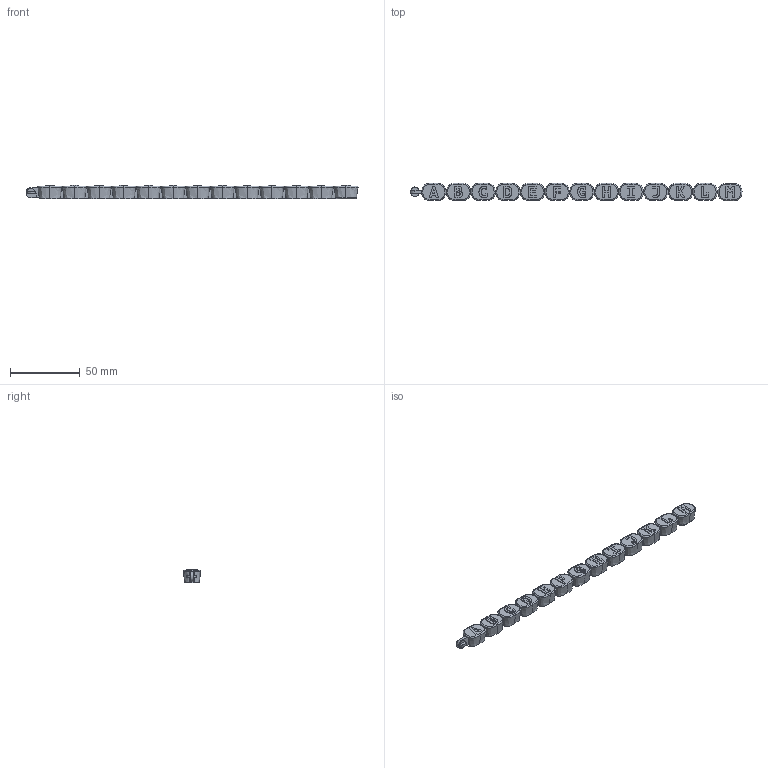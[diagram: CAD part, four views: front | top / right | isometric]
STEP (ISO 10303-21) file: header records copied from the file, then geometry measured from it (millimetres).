
FILE_DESCRIPTION(/* description */ (''),/* implementation_level */ '2;1');
FILE_NAME(/* name */ 'round-bead_A-M_V7',/* time_stamp */ '2025-01-31T13:41:23-05:00',/* author */ (''),/* organization */ (''),/* preprocessor_version */ 'ST-DEVELOPER v19.2',/* originating_system */ 'Rhino 8.15',/* authorisation */ '');
FILE_SCHEMA (('CONFIG_CONTROL_DESIGN'));
Length unit declared in the file: millimetre
Products named in the file (1): Document
Bounding box: 238.63 x 12.39 x 9.58 mm (x, y, z)
Volume: 16590.7 mm3; surface area: 18644.2 mm2
Topology: 25 solids, 25 shells, 604 faces, 1327 edges, 890 vertices
Faces by surface type: plane 319, bspline 259, cylinder 26
Entity records: 35403 total; most frequent: CARTESIAN_POINT 25816, ORIENTED_EDGE 2654, EDGE_CURVE 1327, B_SPLINE_CURVE_WITH_KNOTS 1026, VERTEX_POINT 890, EDGE_LOOP 721, ADVANCED_FACE 604, FACE_OUTER_BOUND 604
